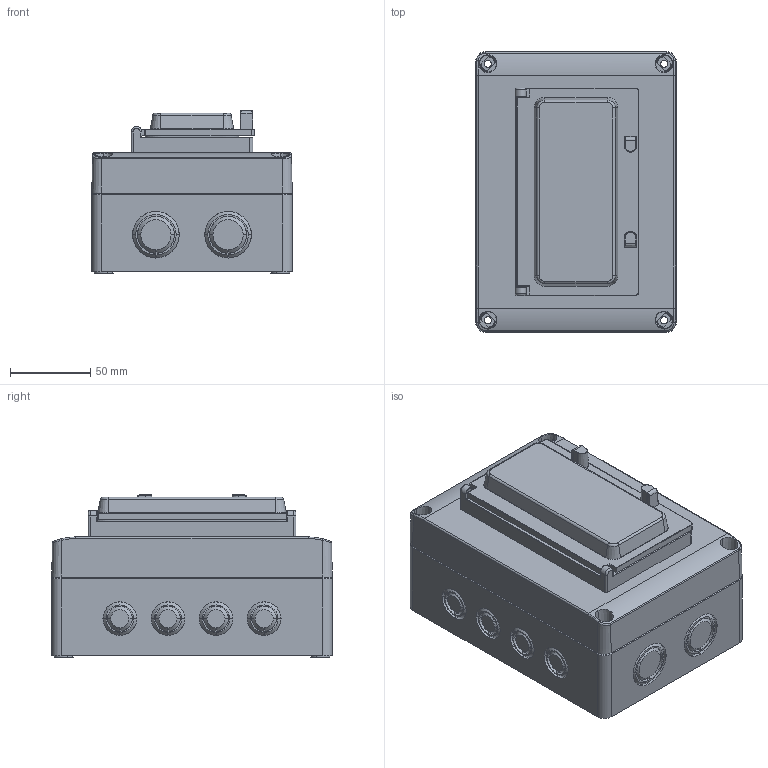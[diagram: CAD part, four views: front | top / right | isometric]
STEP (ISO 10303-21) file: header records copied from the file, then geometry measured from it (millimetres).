
FILE_DESCRIPTION((''),'2;1');
FILE_NAME('RPCK131808G_6M_ASM','2009-03-13T',('pasi_koskela'),(''),'PRO/ENGINEER BY PARAMETRIC TECHNOLOGY CORPORATION, 2008250','PRO/ENGINEER BY PARAMETRIC TECHNOLOGY CORPORATION, 2008250','');
FILE_SCHEMA(('AUTOMOTIVE_DESIGN_CC2 { 1 2 10303 214 -1 1 5 2 }'));
Products named in the file (4): SPCK131805B; SPCG131803L_AF0; VMA6; RPCK131808G_6M_ASM
Assembly tree (3 placements, depth 2):
  RPCK131808G_6M_ASM
    SPCK131805B
    SPCG131803L_AF0
    VMA6
Bounding box: 125 x 175 x 101.3 mm (x, y, z)
Volume: 335792 mm3; surface area: 233110 mm2
Topology: 4 solids, 4 shells, 1769 faces, 4363 edges, 2706 vertices
Faces by surface type: plane 766, cylinder 408, cone 276, torus 166, bspline 126, sphere 27
Entity records: 76972 total; most frequent: CARTESIAN_POINT 24477, ORIENTED_EDGE 8710, DIRECTION 8192, EDGE_CURVE 4355, PRESENTATION_STYLE_ASSIGNMENT 3710, STYLED_ITEM 3685, CURVE_STYLE 3682, AXIS2_PLACEMENT_3D 2917
